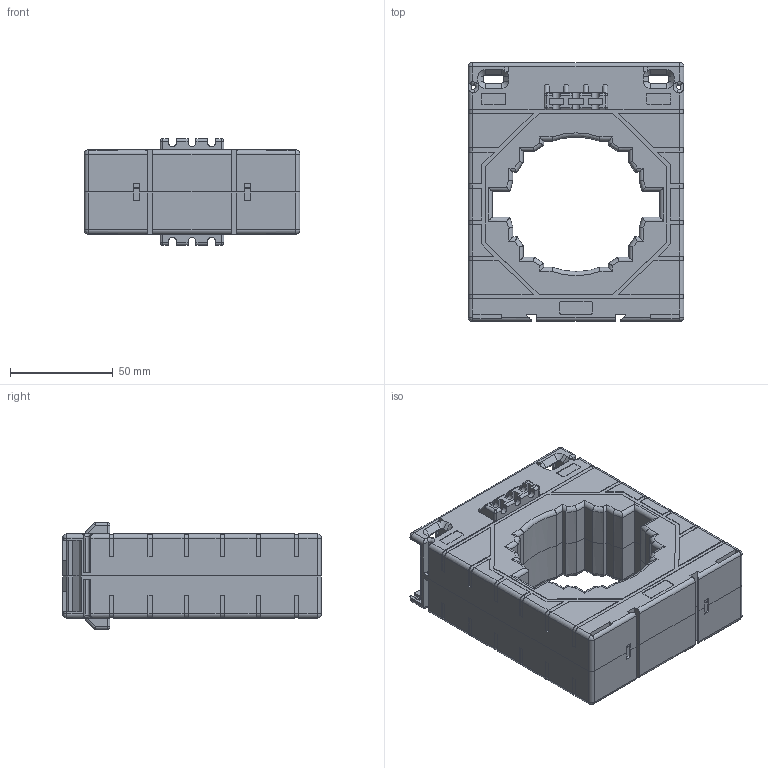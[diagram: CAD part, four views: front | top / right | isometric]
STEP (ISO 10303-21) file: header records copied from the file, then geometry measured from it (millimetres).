
FILE_DESCRIPTION(/* description */ (''),/* implementation_level */ '2;1');
FILE_NAME(/* name */ 'MES-80.stp',/* time_stamp */ '2022-12-28T14:56:19+08:00',/* author */ (''),/* organization */ (''),/* preprocessor_version */ 'ST-DEVELOPER v16',/* originating_system */ 'SIEMENS PLM Software NX 10.0',/* authorisation */ '');
FILE_SCHEMA (('AP203_CONFIGURATION_CONTROLLED_3D_DESIGN_OF_MECHANICAL_PARTS_AND_ASSEMBLIES_MIM_LF { 1 0 10303 403 2 1 2}'));
Length unit declared in the file: millimetre
Products named in the file (1): Admi1208841143nz
Bounding box: 105 x 126 x 52 mm (x, y, z)
Volume: 94129.7 mm3; surface area: 102867.7 mm2
Topology: 2 solids, 2 shells, 1334 faces, 3804 edges, 2454 vertices
Faces by surface type: plane 864, cylinder 400, torus 32, cone 16, sphere 12, extrusion 6, bspline 4
Full cylindrical faces by diameter (mm): 1 x4, 2.2 x4
Entity records: 44348 total; most frequent: CARTESIAN_POINT 10237, ORIENTED_EDGE 7532, DIRECTION 6716, EDGE_CURVE 3766, VECTOR 2678, LINE 2672, VERTEX_POINT 2446, AXIS2_PLACEMENT_3D 2019
